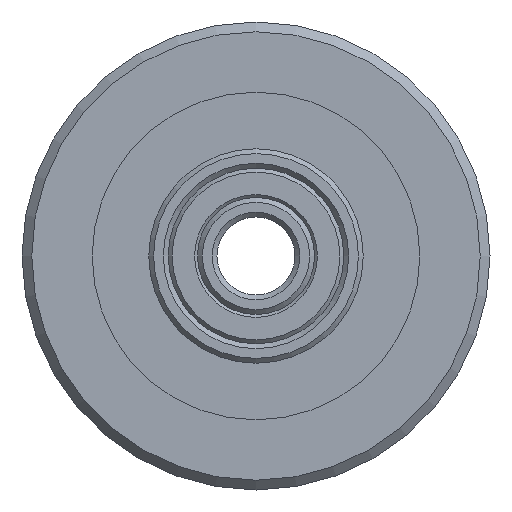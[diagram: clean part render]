
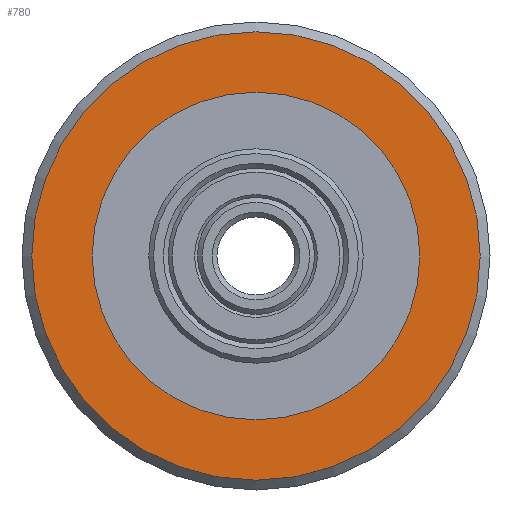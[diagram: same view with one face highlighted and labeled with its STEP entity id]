
A CAD part, left-side view. The second image highlights one B-rep face of the part: STEP entity #780.
In plain terms, the highlighted planar face has unit normal (-1, 0, 0).
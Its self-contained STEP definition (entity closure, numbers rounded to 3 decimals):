
#243=FACE_BOUND('',#319,.T.);
#264=FACE_OUTER_BOUND('',#318,.T.);
#318=EDGE_LOOP('',(#612));
#319=EDGE_LOOP('',(#613));
#377=CIRCLE('',#968,23.);
#378=CIRCLE('',#970,16.8);
#436=VERTEX_POINT('',#1442);
#437=VERTEX_POINT('',#1446);
#501=EDGE_CURVE('',#436,#436,#377,.T.);
#502=EDGE_CURVE('',#437,#437,#378,.T.);
#612=ORIENTED_EDGE('',*,*,#501,.F.);
#613=ORIENTED_EDGE('',*,*,#502,.T.);
#759=PLANE('',#969);
#780=ADVANCED_FACE('',(#264,#243),#759,.T.);
#968=AXIS2_PLACEMENT_3D('',#1444,#1143,#1144);
#969=AXIS2_PLACEMENT_3D('',#1445,#1145,#1146);
#970=AXIS2_PLACEMENT_3D('',#1447,#1147,#1148);
#1143=DIRECTION('center_axis',(1.,0.,0.));
#1144=DIRECTION('ref_axis',(0.,0.,-1.));
#1145=DIRECTION('center_axis',(-1.,0.,0.));
#1146=DIRECTION('ref_axis',(0.,0.,1.));
#1147=DIRECTION('center_axis',(1.,0.,0.));
#1148=DIRECTION('ref_axis',(0.,0.,-1.));
#1442=CARTESIAN_POINT('',(-4.95,0.,23.));
#1444=CARTESIAN_POINT('Origin',(-4.95,0.,0.));
#1445=CARTESIAN_POINT('Origin',(-4.95,23.,0.));
#1446=CARTESIAN_POINT('',(-4.95,0.,16.8));
#1447=CARTESIAN_POINT('Origin',(-4.95,0.,0.));
